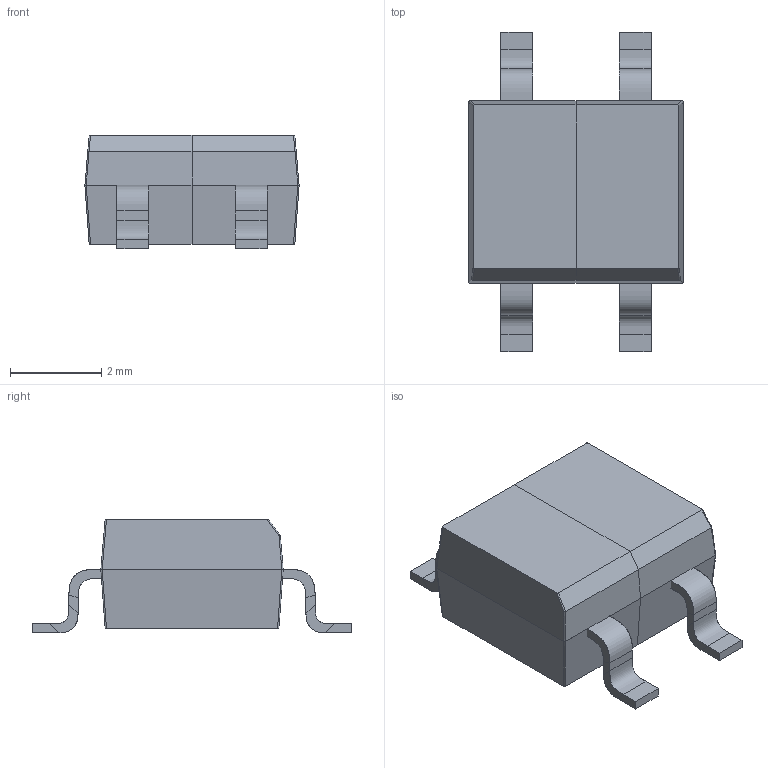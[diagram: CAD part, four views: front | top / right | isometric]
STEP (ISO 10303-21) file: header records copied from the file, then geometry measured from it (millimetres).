
FILE_DESCRIPTION(('FreeCAD Model'),'2;1');
FILE_NAME('HD-DIP.step','2018-04-12T13:11:00',( 'Author'),(''),'Open CASCADE STEP processor 6.8','FreeCAD','Unknown' );
FILE_SCHEMA(('AUTOMOTIVE_DESIGN_CC2 { 1 2 10303 214 -1 1 5 4 }'));
Length unit declared in the file: millimetre
Products named in the file (97): ASSEMBLY; LEGs; LEGs008; LEGs006; LEGs009; LEGs014; LEGs007; LEGs010; LEGs004; LEGs011; LEGs012; LEGs013; LEGs005; LEGs056; LEGs048; LEGs057; LEGs047; LEGs051; LEGs049; LEGs052; LEGs054; LEGs050; LEGs053; LEGs055; LEGs027; LEGs029; LEGs032; LEGs034; LEGs026; LEGs035; LEGs033; LEGs036; LEGs030; LEGs031; LEGs028; LEGs001; LEGs002; LEGs003; LEGs037; LEGs043 ...
Assembly tree (96 placements, depth 2):
  ASSEMBLY
    LEGs
    LEGs008
    LEGs006
    LEGs009
    LEGs014
    LEGs007
    LEGs010
    LEGs004
    LEGs011
    LEGs012
    LEGs013
    LEGs005
    LEGs056
    LEGs048
    LEGs057
    LEGs047
    LEGs051
    LEGs049
    LEGs052
    LEGs054
    LEGs050
    LEGs053
    LEGs055
    LEGs027
    LEGs029
    LEGs032
    LEGs034
    LEGs026
    LEGs035
    LEGs033
    LEGs036
    LEGs030
    LEGs031
    LEGs028
    LEGs001
    LEGs002
    LEGs003
    LEGs037
    LEGs043
    LEGs044
    LEGs042
    LEGs040
    LEGs038
    LEGs041
    LEGs039
    LEGs045
    LEGs046
    PAckage008
    PAckage009
    PAckage010
    PAckage004
    PAckage011
    PAckage012
    PAckage007
    PAckage001
    PAckage003
    PAckage002
    PAckage005
    PAckage006
Bounding box: 4.7 x 7 x 2.5 mm (x, y, z)
Surface area: 93.2 mm2 (no closed solid volume)
Topology: 0 solids, 96 shells, 96 faces, 394 edges, 394 vertices
Faces by surface type: plane 66, bspline 30
Entity records: 12156 total; most frequent: CARTESIAN_POINT 4653, DIRECTION 906, LINE 580, VECTOR 580, ORIENTED_EDGE 394, EDGE_CURVE 394, VERTEX_POINT 394, SURFACE_CURVE 394
